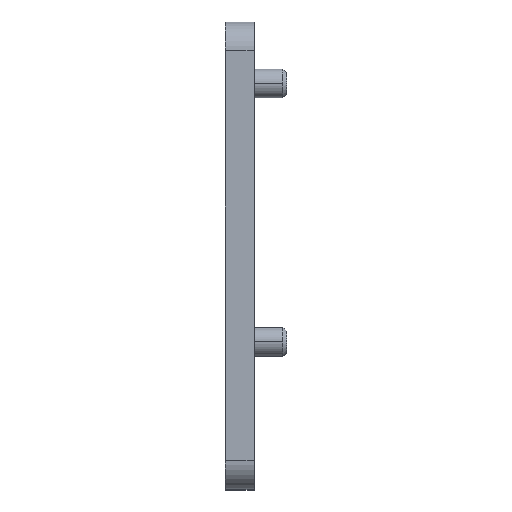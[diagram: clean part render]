
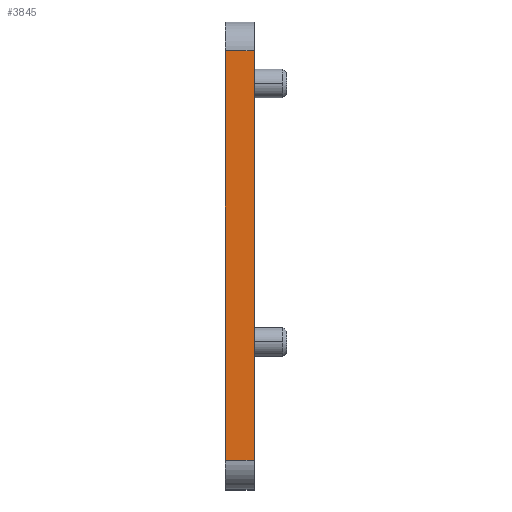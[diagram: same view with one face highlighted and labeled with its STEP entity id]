
A CAD part, top view. The second image highlights one B-rep face of the part: STEP entity #3845.
In plain terms, the highlighted planar face has unit normal (0, 0, 1).
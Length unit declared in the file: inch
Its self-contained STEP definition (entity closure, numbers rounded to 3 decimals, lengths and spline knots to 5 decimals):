
#26 = CARTESIAN_POINT ( 'NONE',  ( -0.15748, -1.12205, 1.27953 ) ) ;
#139 = VERTEX_POINT ( 'NONE', #1257 ) ;
#148 = CARTESIAN_POINT ( 'NONE',  ( -0.15748, -1.27953, 1.27953 ) ) ;
#159 = ORIENTED_EDGE ( 'NONE', *, *, #3384, .T. ) ;
#235 = ORIENTED_EDGE ( 'NONE', *, *, #2204, .T. ) ;
#243 = VECTOR ( 'NONE', #1181, 39.37008 ) ;
#277 = CARTESIAN_POINT ( 'NONE',  ( 0., -1.12205, 1.27953 ) ) ;
#408 = AXIS2_PLACEMENT_3D ( 'NONE', #583, #2867, #4140 ) ;
#441 = EDGE_CURVE ( 'NONE', #139, #2227, #1382, .T. ) ;
#572 = VERTEX_POINT ( 'NONE', #840 ) ;
#583 = CARTESIAN_POINT ( 'NONE',  ( -0.15748, -1.27953, 1.27953 ) ) ;
#840 = CARTESIAN_POINT ( 'NONE',  ( 0., 1.12205, 1.27953 ) ) ;
#951 = VECTOR ( 'NONE', #2272, 39.37008 ) ;
#1067 = DIRECTION ( 'NONE',  ( 0., -1., 0. ) ) ;
#1181 = DIRECTION ( 'NONE',  ( 0., 1., 0. ) ) ;
#1257 = CARTESIAN_POINT ( 'NONE',  ( -0.15748, 1.12205, 1.27953 ) ) ;
#1382 = LINE ( 'NONE', #148, #3683 ) ;
#1554 = EDGE_CURVE ( 'NONE', #572, #139, #2644, .T. ) ;
#1555 = PLANE ( 'NONE',  #408 ) ;
#1666 = LINE ( 'NONE', #2312, #951 ) ;
#1897 = FACE_OUTER_BOUND ( 'NONE', #2389, .T. ) ;
#2204 = EDGE_CURVE ( 'NONE', #2227, #4101, #1666, .T. ) ;
#2227 = VERTEX_POINT ( 'NONE', #26 ) ;
#2272 = DIRECTION ( 'NONE',  ( 1., 0., 0. ) ) ;
#2284 = CARTESIAN_POINT ( 'NONE',  ( -0.15748, 1.12205, 1.27953 ) ) ;
#2312 = CARTESIAN_POINT ( 'NONE',  ( -0.15748, -1.12205, 1.27953 ) ) ;
#2389 = EDGE_LOOP ( 'NONE', ( #159, #2597, #3505, #235 ) ) ;
#2420 = LINE ( 'NONE', #2977, #243 ) ;
#2597 = ORIENTED_EDGE ( 'NONE', *, *, #1554, .T. ) ;
#2644 = LINE ( 'NONE', #2284, #3748 ) ;
#2867 = DIRECTION ( 'NONE',  ( 0., 0., 1. ) ) ;
#2977 = CARTESIAN_POINT ( 'NONE',  ( 0., 0., 1.27953 ) ) ;
#3384 = EDGE_CURVE ( 'NONE', #4101, #572, #2420, .T. ) ;
#3505 = ORIENTED_EDGE ( 'NONE', *, *, #441, .T. ) ;
#3589 = DIRECTION ( 'NONE',  ( -1., 0., 0. ) ) ;
#3683 = VECTOR ( 'NONE', #1067, 39.37008 ) ;
#3748 = VECTOR ( 'NONE', #3589, 39.37008 ) ;
#3845 = ADVANCED_FACE ( 'NONE', ( #1897 ), #1555, .T. ) ;
#4101 = VERTEX_POINT ( 'NONE', #277 ) ;
#4140 = DIRECTION ( 'NONE',  ( -1., 0., 0. ) ) ;
